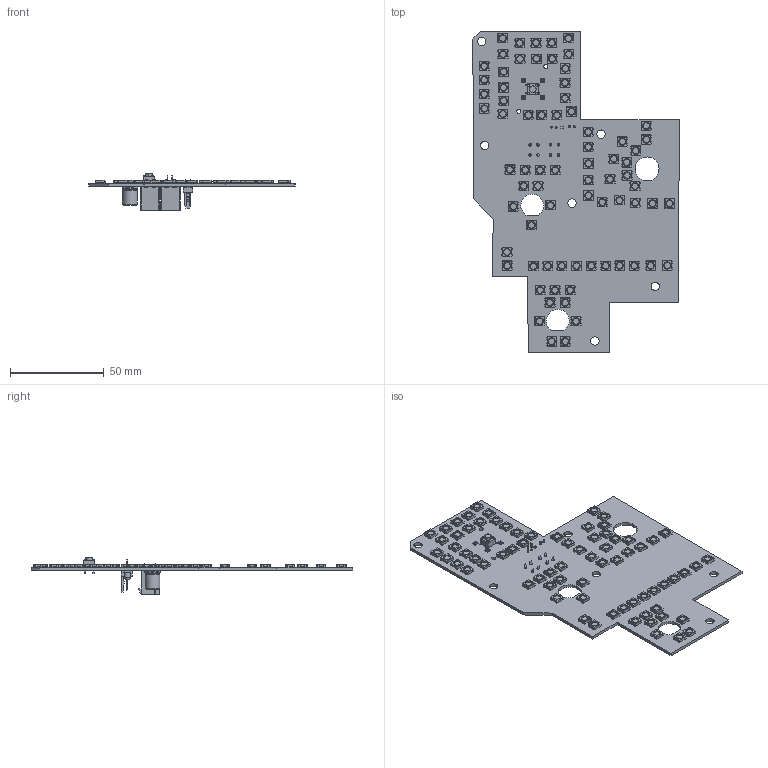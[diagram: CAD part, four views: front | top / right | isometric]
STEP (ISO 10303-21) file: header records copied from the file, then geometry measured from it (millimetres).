
FILE_DESCRIPTION(('KiCad electronic assembly'),'2;1');
FILE_NAME('ECM DISP PANEL.step','2023-03-29T20:12:07',('Pcbnew'),( 'Kicad'),'Open CASCADE STEP processor 7.6','KiCad to STEP converter' ,'Unknown');
FILE_SCHEMA(('AUTOMOTIVE_DESIGN { 1 0 10303 214 1 1 1 1 }'));
Length unit declared in the file: millimetre
Products named in the file (18): ECM DISP PANEL 1; LED_WS2812B_PLCC4_5.0x5.0mm_P3.2mm; SOLID; WS2812-2020; COMPOUND; R_0603_1608Metric; B3F-102x; Molex_Mini-Fit_Jr_5566-04A_2x02_P4.20mm_Vertical; CP_Elec_8x10; LED_D3.0mm; Molex_KK-254_AE-6410-02A_1x02_P2.54mm_Vertical; _autosave-ECM DISP PANEL PCB
Assembly tree (94 placements, depth 3):
  ECM DISP PANEL 1
    LED_WS2812B_PLCC4_5.0x5.0mm_P3.2mm  x74
      SOLID
    WS2812-2020  x4
      COMPOUND
    R_0603_1608Metric
      SOLID
    B3F-102x
      COMPOUND
    Molex_Mini-Fit_Jr_5566-04A_2x02_P4.20mm_Vertical  x2
      SOLID
    CP_Elec_8x10
      SOLID
    LED_D3.0mm
      SOLID
    Molex_KK-254_AE-6410-02A_1x02_P2.54mm_Vertical
      SOLID
    _autosave-ECM DISP PANEL PCB
Bounding box: 110.26 x 171.75 x 19.5 mm (x, y, z)
Volume: 26155.3 mm3; surface area: 38664 mm2
Topology: 91 solids, 91 shells, 5803 faces, 16883 edges, 11095 vertices
Faces by surface type: plane 3983, cylinder 1710, cone 74, bspline 30, torus 4, revolution 1, sphere 1
Full cylindrical faces by diameter (mm): 0.9 x2, 1 x4, 1.19 x2, 1.4 x8, 2.25 x2, 3 x1, 3.333 x74, 4.5 x6, 8 x2, 12.76 x1
Entity records: 37943 total; most frequent: CARTESIAN_POINT 7305, DIRECTION 5396, LINE 3700, VECTOR 3700, ORIENTED_EDGE 2746, PCURVE 2746, DEFINITIONAL_REPRESENTATION 2746, EDGE_CURVE 1373
